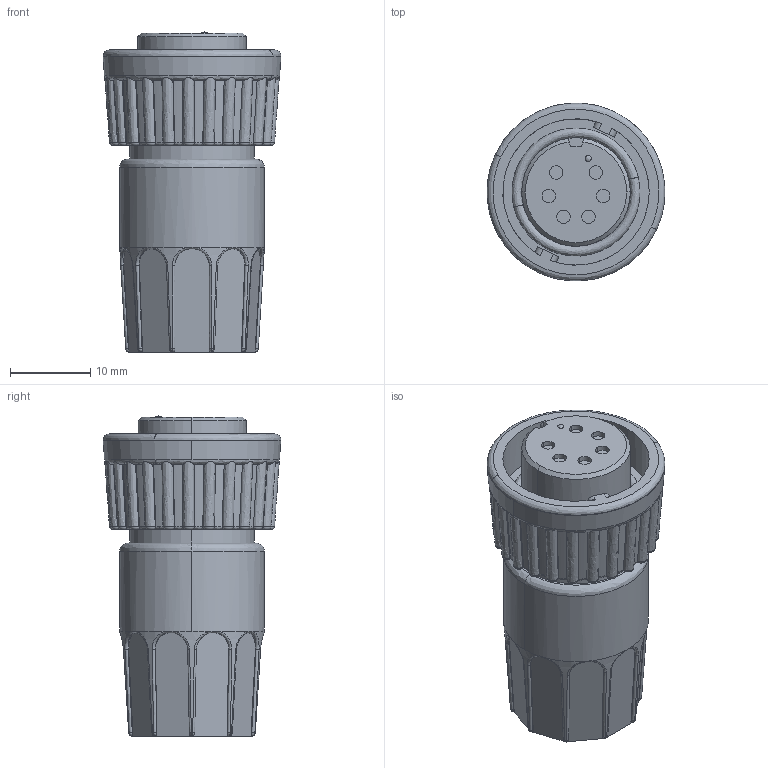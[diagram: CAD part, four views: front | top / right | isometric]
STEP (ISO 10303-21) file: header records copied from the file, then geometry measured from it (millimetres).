
FILE_DESCRIPTION (( 'STEP AP203' ), '1' );
FILE_NAME ('3282-6SG-3XX.STEP', '2018-01-11T15:35:12', ( '' ), ( '' ), 'SwSTEP 2.0', 'SolidWorks 2017', '' );
FILE_SCHEMA (( 'CONFIG_CONTROL_DESIGN' ));
Length unit declared in the file: inch
Products named in the file (1): 3282-6SG-3XX
Bounding box: 22.22 x 22.19 x 40.03 mm (x, y, z)
Volume: 9256 mm3; surface area: 4032.2 mm2
Topology: 1 solids, 1 shells, 331 faces, 898 edges, 582 vertices
Faces by surface type: bspline 171, plane 78, cylinder 42, cone 40
Entity records: 16886 total; most frequent: CARTESIAN_POINT 10128, ORIENTED_EDGE 1796, DIRECTION 905, EDGE_CURVE 898, VERTEX_POINT 582, B_SPLINE_CURVE_WITH_KNOTS 412, AXIS2_PLACEMENT_3D 373, EDGE_LOOP 344
